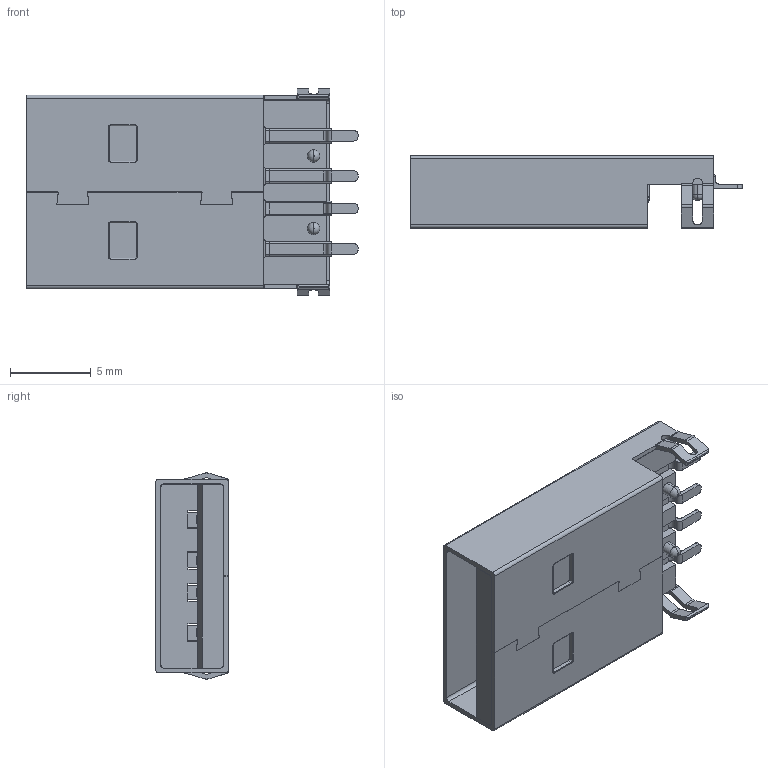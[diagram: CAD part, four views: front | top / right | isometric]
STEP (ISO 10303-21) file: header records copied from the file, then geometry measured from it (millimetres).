
FILE_DESCRIPTION (( 'STEP AP214' ), '1' );
FILE_NAME ('A80D2356-61CE-4DD5-8EDA-6F28FE9F2779.STEP', '2022-12-30T06:58:14', ( '' ), ( '' ), 'SwSTEP 2.0', 'SolidWorks 2022', '' );
FILE_SCHEMA (( 'AUTOMOTIVE_DESIGN' ));
Length unit declared in the file: millimetre
Products named in the file (1): A80D2356-61CE-4DD5-8EDA-6F28FE9F2779
Bounding box: 20.55 x 4.5 x 12.77 mm (x, y, z)
Volume: 623.2 mm3; surface area: 2035.5 mm2
Topology: 6 solids, 6 shells, 441 faces, 1212 edges, 776 vertices
Faces by surface type: plane 214, cylinder 183, torus 36, bspline 8
Entity records: 19182 total; most frequent: CARTESIAN_POINT 2912, ORIENTED_EDGE 2424, DIRECTION 2372, EDGE_CURVE 1212, LINE 796, VECTOR 796, AXIS2_PLACEMENT_3D 788, VERTEX_POINT 776
